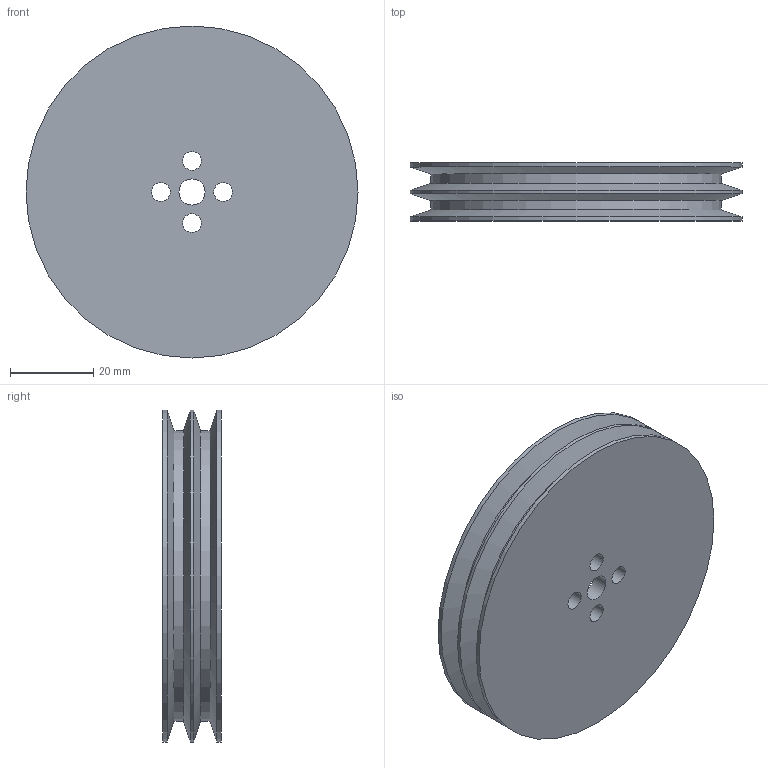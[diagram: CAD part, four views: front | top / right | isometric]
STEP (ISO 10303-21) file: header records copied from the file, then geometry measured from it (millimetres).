
FILE_DESCRIPTION(/* description */ (''),/* implementation_level */ '2;1');
FILE_NAME(/* name */ '',/* time_stamp */ '2023-09-26T01:47:52+09:00',/* author */ (''),/* organization */ (''),/* preprocessor_version */ 'ST-DEVELOPER v20',/* originating_system */ 'Autodesk Translation Framework v12.14.0.127',/* authorisation */ '');
FILE_SCHEMA (('AUTOMOTIVE_DESIGN { 1 0 10303 214 3 1 1 }'));
Length unit declared in the file: millimetre
Products named in the file (1): ホイール
Bounding box: 80 x 14 x 80 mm (x, y, z)
Volume: 32261.5 mm3; surface area: 18422.8 mm2
Topology: 1 solids, 1 shells, 20 faces, 43 edges, 26 vertices
Faces by surface type: cylinder 11, cone 4, plane 3, torus 2
Full cylindrical faces by diameter (mm): 4.5 x4, 6.3 x1, 60 x1, 70 x2, 80 x3
Entity records: 604 total; most frequent: DIRECTION 113, CARTESIAN_POINT 90, ORIENTED_EDGE 86, AXIS2_PLACEMENT_3D 49, EDGE_CURVE 43, EDGE_LOOP 31, CIRCLE 28, VERTEX_POINT 26
